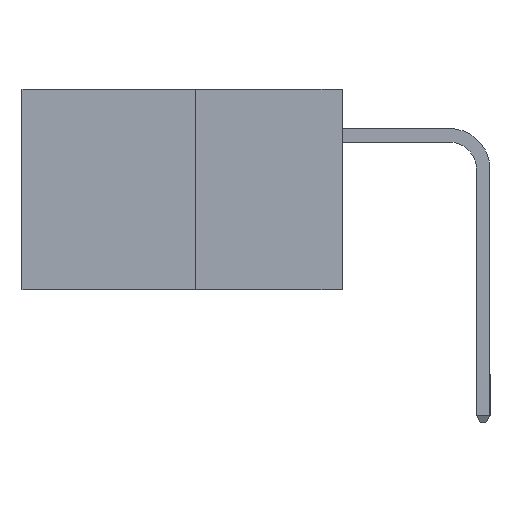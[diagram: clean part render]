
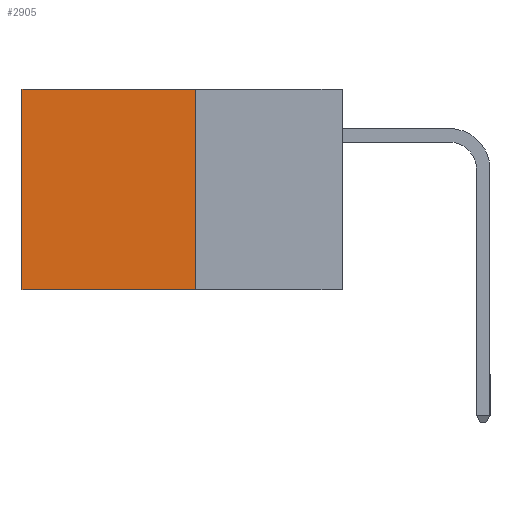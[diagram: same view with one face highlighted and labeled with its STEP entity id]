
A CAD part, left-side view. The second image highlights one B-rep face of the part: STEP entity #2905.
In plain terms, the highlighted planar face has unit normal (-1, 0, 0).
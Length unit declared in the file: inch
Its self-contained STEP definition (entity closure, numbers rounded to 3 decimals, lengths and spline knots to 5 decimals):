
#526 = CARTESIAN_POINT ( 'NONE',  ( 0.277, 0.27, -0.37 ) ) ;
#617 = VERTEX_POINT ( 'NONE', #9885 ) ;
#924 = CARTESIAN_POINT ( 'NONE',  ( 0.277, 0.27, -0.37 ) ) ;
#1135 = DIRECTION ( 'NONE',  ( 0., 1., 0. ) ) ;
#1271 = DIRECTION ( 'NONE',  ( 0., 0., -1. ) ) ;
#2158 = VECTOR ( 'NONE', #1135, 39.37008 ) ;
#2905 = ADVANCED_FACE ( 'NONE', ( #3751 ), #10798, .F. ) ;
#3483 = EDGE_CURVE ( 'NONE', #7023, #6647, #14186, .T. ) ;
#3751 = FACE_OUTER_BOUND ( 'NONE', #5104, .T. ) ;
#4335 = VECTOR ( 'NONE', #5261, 39.37008 ) ;
#4680 = VECTOR ( 'NONE', #14427, 39.37008 ) ;
#4725 = CARTESIAN_POINT ( 'NONE',  ( 0.277, 0.59, -0.37 ) ) ;
#5104 = EDGE_LOOP ( 'NONE', ( #12579, #12959, #6992, #10189 ) ) ;
#5261 = DIRECTION ( 'NONE',  ( 0., 0., -1. ) ) ;
#5296 = EDGE_CURVE ( 'NONE', #617, #5954, #10744, .T. ) ;
#5954 = VERTEX_POINT ( 'NONE', #10867 ) ;
#6647 = VERTEX_POINT ( 'NONE', #924 ) ;
#6839 = VECTOR ( 'NONE', #9198, 39.37008 ) ;
#6992 = ORIENTED_EDGE ( 'NONE', *, *, #3483, .F. ) ;
#7023 = VERTEX_POINT ( 'NONE', #10307 ) ;
#7317 = CARTESIAN_POINT ( 'NONE',  ( 0.277, 0.27, 0. ) ) ;
#9102 = CARTESIAN_POINT ( 'NONE',  ( 0.277, 0.27, -0.37 ) ) ;
#9198 = DIRECTION ( 'NONE',  ( 0., 1., 0. ) ) ;
#9670 = LINE ( 'NONE', #526, #6839 ) ;
#9885 = CARTESIAN_POINT ( 'NONE',  ( 0.277, 0.59, 0. ) ) ;
#10189 = ORIENTED_EDGE ( 'NONE', *, *, #11152, .T. ) ;
#10307 = CARTESIAN_POINT ( 'NONE',  ( 0.277, 0.27, 0. ) ) ;
#10744 = LINE ( 'NONE', #4725, #4335 ) ;
#10798 = PLANE ( 'NONE',  #14330 ) ;
#10867 = CARTESIAN_POINT ( 'NONE',  ( 0.277, 0.59, -0.37 ) ) ;
#11152 = EDGE_CURVE ( 'NONE', #7023, #617, #14544, .T. ) ;
#12579 = ORIENTED_EDGE ( 'NONE', *, *, #5296, .T. ) ;
#12959 = ORIENTED_EDGE ( 'NONE', *, *, #15194, .F. ) ;
#14186 = LINE ( 'NONE', #15340, #4680 ) ;
#14330 = AXIS2_PLACEMENT_3D ( 'NONE', #9102, #15078, #1271 ) ;
#14427 = DIRECTION ( 'NONE',  ( 0., 0., -1. ) ) ;
#14544 = LINE ( 'NONE', #7317, #2158 ) ;
#15078 = DIRECTION ( 'NONE',  ( 1., 0., 0. ) ) ;
#15194 = EDGE_CURVE ( 'NONE', #6647, #5954, #9670, .T. ) ;
#15340 = CARTESIAN_POINT ( 'NONE',  ( 0.277, 0.27, -0.37 ) ) ;
